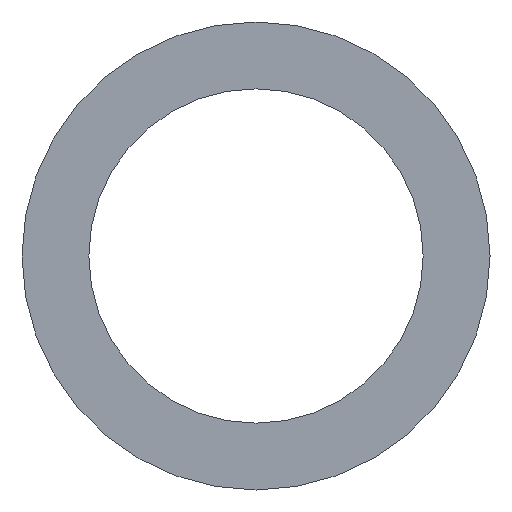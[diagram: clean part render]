
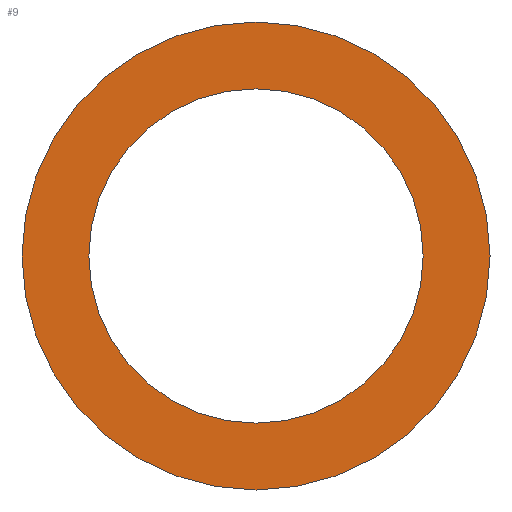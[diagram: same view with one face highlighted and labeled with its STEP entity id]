
A CAD part, front view. The second image highlights one B-rep face of the part: STEP entity #9.
In plain terms, the highlighted planar face has unit normal (0, -1, 0).
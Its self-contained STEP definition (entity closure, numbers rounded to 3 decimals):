
#9 = ADVANCED_FACE ( 'NONE', ( #261, #252 ), #137, .T. ) ;
#13 = EDGE_CURVE ( 'NONE', #331, #335, #250, .T. ) ;
#19 = AXIS2_PLACEMENT_3D ( 'NONE', #125, #122, #121 ) ;
#25 = EDGE_CURVE ( 'NONE', #340, #330, #244, .T. ) ;
#37 = AXIS2_PLACEMENT_3D ( 'NONE', #210, #209, #208 ) ;
#41 = AXIS2_PLACEMENT_3D ( 'NONE', #142, #150, #133 ) ;
#59 = EDGE_CURVE ( 'NONE', #330, #340, #218, .T. ) ;
#60 = EDGE_CURVE ( 'NONE', #335, #331, #217, .T. ) ;
#66 = AXIS2_PLACEMENT_3D ( 'NONE', #174, #173, #171 ) ;
#67 = AXIS2_PLACEMENT_3D ( 'NONE', #118, #117, #116 ) ;
#99 = CARTESIAN_POINT ( 'NONE',  ( 0., 0., -2.5 ) ) ;
#105 = CARTESIAN_POINT ( 'NONE',  ( 0., 0., -3.5 ) ) ;
#109 = CARTESIAN_POINT ( 'NONE',  ( 0., 0., 3.5 ) ) ;
#110 = CARTESIAN_POINT ( 'NONE',  ( 0., 0., 2.5 ) ) ;
#116 = DIRECTION ( 'NONE',  ( 0., 0., -1. ) ) ;
#117 = DIRECTION ( 'NONE',  ( 0., -1., 0. ) ) ;
#118 = CARTESIAN_POINT ( 'NONE',  ( 0., 0., 0. ) ) ;
#121 = DIRECTION ( 'NONE',  ( 0., 0., 1. ) ) ;
#122 = DIRECTION ( 'NONE',  ( 0., -1., 0. ) ) ;
#125 = CARTESIAN_POINT ( 'NONE',  ( 0., 0., 0. ) ) ;
#133 = DIRECTION ( 'NONE',  ( 1., 0., 0. ) ) ;
#137 = PLANE ( 'NONE',  #41 ) ;
#142 = CARTESIAN_POINT ( 'NONE',  ( -3.542, 0., -3.542 ) ) ;
#150 = DIRECTION ( 'NONE',  ( 0., -1., 0. ) ) ;
#171 = DIRECTION ( 'NONE',  ( 0., 0., 1. ) ) ;
#173 = DIRECTION ( 'NONE',  ( 0., -1., 0. ) ) ;
#174 = CARTESIAN_POINT ( 'NONE',  ( 0., 0., 0. ) ) ;
#208 = DIRECTION ( 'NONE',  ( 0., 0., -1. ) ) ;
#209 = DIRECTION ( 'NONE',  ( 0., -1., 0. ) ) ;
#210 = CARTESIAN_POINT ( 'NONE',  ( 0., 0., 0. ) ) ;
#217 = CIRCLE ( 'NONE', #67, 3.5 ) ;
#218 = CIRCLE ( 'NONE', #19, 2.5 ) ;
#244 = CIRCLE ( 'NONE', #66, 2.5 ) ;
#250 = CIRCLE ( 'NONE', #37, 3.5 ) ;
#252 = FACE_OUTER_BOUND ( 'NONE', #274, .T. ) ;
#261 = FACE_BOUND ( 'NONE', #275, .T. ) ;
#274 = EDGE_LOOP ( 'NONE', ( #292, #291 ) ) ;
#275 = EDGE_LOOP ( 'NONE', ( #323, #286 ) ) ;
#286 = ORIENTED_EDGE ( 'NONE', *, *, #25, .F. ) ;
#291 = ORIENTED_EDGE ( 'NONE', *, *, #13, .T. ) ;
#292 = ORIENTED_EDGE ( 'NONE', *, *, #60, .T. ) ;
#323 = ORIENTED_EDGE ( 'NONE', *, *, #59, .F. ) ;
#330 = VERTEX_POINT ( 'NONE', #110 ) ;
#331 = VERTEX_POINT ( 'NONE', #109 ) ;
#335 = VERTEX_POINT ( 'NONE', #105 ) ;
#340 = VERTEX_POINT ( 'NONE', #99 ) ;
